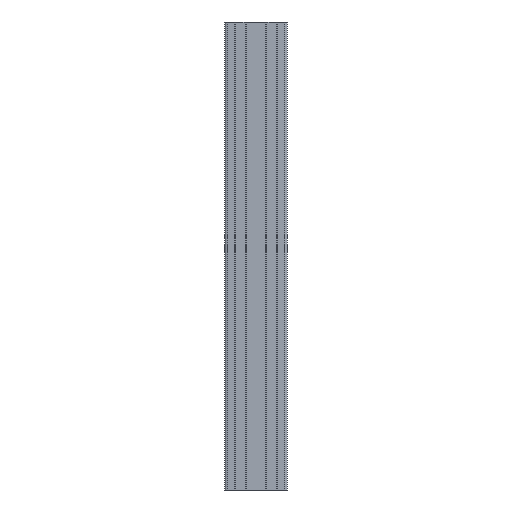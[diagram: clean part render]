
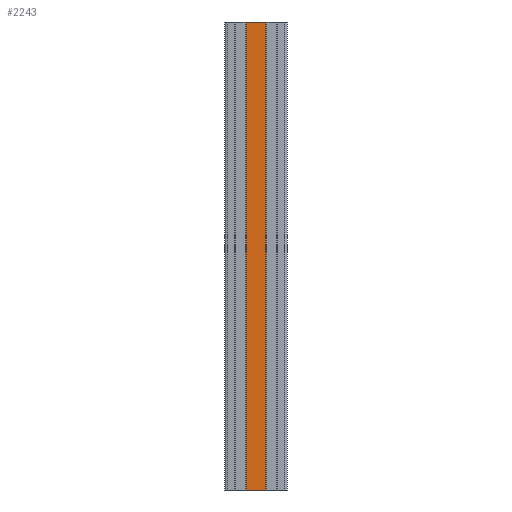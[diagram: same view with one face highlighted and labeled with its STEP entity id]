
A CAD part, front view. The second image highlights one B-rep face of the part: STEP entity #2243.
In plain terms, the highlighted planar face has unit normal (0, -1, 0).
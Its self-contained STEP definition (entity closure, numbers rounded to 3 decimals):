
#117=PLANE('',#2377);
#225=FACE_OUTER_BOUND('',#333,.T.);
#333=EDGE_LOOP('',(#1907,#1908,#1909,#1910));
#639=LINE('',#3546,#945);
#640=LINE('',#3549,#946);
#641=LINE('',#3551,#947);
#642=LINE('',#3552,#948);
#945=VECTOR('',#2907,10.);
#946=VECTOR('',#2910,10.);
#947=VECTOR('',#2911,10.);
#948=VECTOR('',#2912,10.);
#1173=VERTEX_POINT('',#3542);
#1174=VERTEX_POINT('',#3544);
#1175=VERTEX_POINT('',#3548);
#1176=VERTEX_POINT('',#3550);
#1487=EDGE_CURVE('',#1173,#1174,#639,.T.);
#1488=EDGE_CURVE('',#1175,#1173,#640,.T.);
#1489=EDGE_CURVE('',#1176,#1174,#641,.T.);
#1490=EDGE_CURVE('',#1175,#1176,#642,.T.);
#1907=ORIENTED_EDGE('',*,*,#1488,.T.);
#1908=ORIENTED_EDGE('',*,*,#1487,.T.);
#1909=ORIENTED_EDGE('',*,*,#1489,.F.);
#1910=ORIENTED_EDGE('',*,*,#1490,.F.);
#2243=ADVANCED_FACE('',(#225),#117,.T.);
#2377=AXIS2_PLACEMENT_3D('',#3547,#2908,#2909);
#2907=DIRECTION('',(0.,0.,1.));
#2908=DIRECTION('center_axis',(0.,-1.,0.));
#2909=DIRECTION('ref_axis',(1.,0.,0.));
#2910=DIRECTION('',(1.,0.,0.));
#2911=DIRECTION('',(1.,0.,0.));
#2912=DIRECTION('',(0.,0.,1.));
#3542=CARTESIAN_POINT('',(52.4,0.,0.));
#3544=CARTESIAN_POINT('',(52.4,0.,300.));
#3546=CARTESIAN_POINT('',(52.4,0.,0.));
#3547=CARTESIAN_POINT('Origin',(39.6,0.,0.));
#3548=CARTESIAN_POINT('',(39.6,0.,0.));
#3549=CARTESIAN_POINT('',(39.6,0.,0.));
#3550=CARTESIAN_POINT('',(39.6,0.,300.));
#3551=CARTESIAN_POINT('',(39.6,0.,300.));
#3552=CARTESIAN_POINT('',(39.6,0.,0.));
